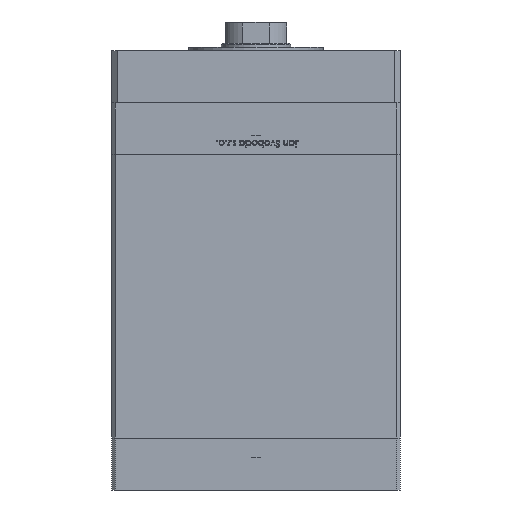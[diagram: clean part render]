
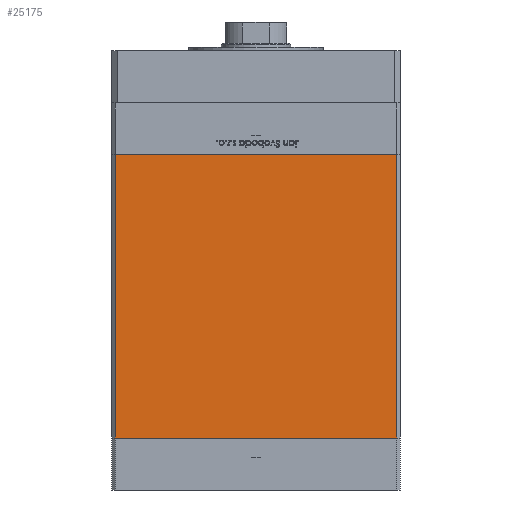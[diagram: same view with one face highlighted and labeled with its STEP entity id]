
A CAD part, front view. The second image highlights one B-rep face of the part: STEP entity #25175.
In plain terms, the highlighted planar face has unit normal (0, -1, 0).
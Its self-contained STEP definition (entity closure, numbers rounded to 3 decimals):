
#1767 = ORIENTED_EDGE ( 'NONE', *, *, #22160, .F. ) ;
#8708 = LINE ( 'NONE', #41528, #34442 ) ;
#9666 = CARTESIAN_POINT ( 'NONE',  ( 73., -62.5, 0. ) ) ;
#10033 = CARTESIAN_POINT ( 'NONE',  ( 73., -62.5, 147. ) ) ;
#10974 = FACE_OUTER_BOUND ( 'NONE', #18137, .T. ) ;
#11194 = CARTESIAN_POINT ( 'NONE',  ( -73., -62.5, 147. ) ) ;
#13102 = LINE ( 'NONE', #21689, #41188 ) ;
#14742 = CARTESIAN_POINT ( 'NONE',  ( -73., -62.5, 147. ) ) ;
#15283 = DIRECTION ( 'NONE',  ( 0., 0., 1. ) ) ;
#15498 = DIRECTION ( 'NONE',  ( 1., 0., 0. ) ) ;
#18137 = EDGE_LOOP ( 'NONE', ( #36472, #18705, #1767, #21669 ) ) ;
#18705 = ORIENTED_EDGE ( 'NONE', *, *, #23757, .F. ) ;
#19657 = VECTOR ( 'NONE', #15498, 1000. ) ;
#20586 = AXIS2_PLACEMENT_3D ( 'NONE', #14742, #51880, #15283 ) ;
#20906 = VERTEX_POINT ( 'NONE', #9666 ) ;
#21669 = ORIENTED_EDGE ( 'NONE', *, *, #50460, .T. ) ;
#21689 = CARTESIAN_POINT ( 'NONE',  ( 73., -62.5, 147. ) ) ;
#21939 = VERTEX_POINT ( 'NONE', #33315 ) ;
#22160 = EDGE_CURVE ( 'NONE', #21939, #42603, #40248, .T. ) ;
#23757 = EDGE_CURVE ( 'NONE', #42603, #20906, #13102, .T. ) ;
#25175 = ADVANCED_FACE ( 'NONE', ( #10974 ), #35469, .F. ) ;
#28082 = CARTESIAN_POINT ( 'NONE',  ( -73., -62.5, 0. ) ) ;
#33315 = CARTESIAN_POINT ( 'NONE',  ( -73., -62.5, 147. ) ) ;
#34442 = VECTOR ( 'NONE', #36165, 1000. ) ;
#35469 = PLANE ( 'NONE',  #20586 ) ;
#36165 = DIRECTION ( 'NONE',  ( 1., 0., 0. ) ) ;
#36472 = ORIENTED_EDGE ( 'NONE', *, *, #51756, .T. ) ;
#38360 = VERTEX_POINT ( 'NONE', #28082 ) ;
#39410 = CARTESIAN_POINT ( 'NONE',  ( -73., -62.5, 147. ) ) ;
#40248 = LINE ( 'NONE', #11194, #19657 ) ;
#41188 = VECTOR ( 'NONE', #45938, 1000. ) ;
#41528 = CARTESIAN_POINT ( 'NONE',  ( -73., -62.5, 0. ) ) ;
#42603 = VERTEX_POINT ( 'NONE', #10033 ) ;
#42988 = VECTOR ( 'NONE', #48302, 1000. ) ;
#43721 = LINE ( 'NONE', #39410, #42988 ) ;
#45938 = DIRECTION ( 'NONE',  ( 0., 0., -1. ) ) ;
#48302 = DIRECTION ( 'NONE',  ( 0., 0., -1. ) ) ;
#50460 = EDGE_CURVE ( 'NONE', #21939, #38360, #43721, .T. ) ;
#51756 = EDGE_CURVE ( 'NONE', #38360, #20906, #8708, .T. ) ;
#51880 = DIRECTION ( 'NONE',  ( 0., 1., 0. ) ) ;
